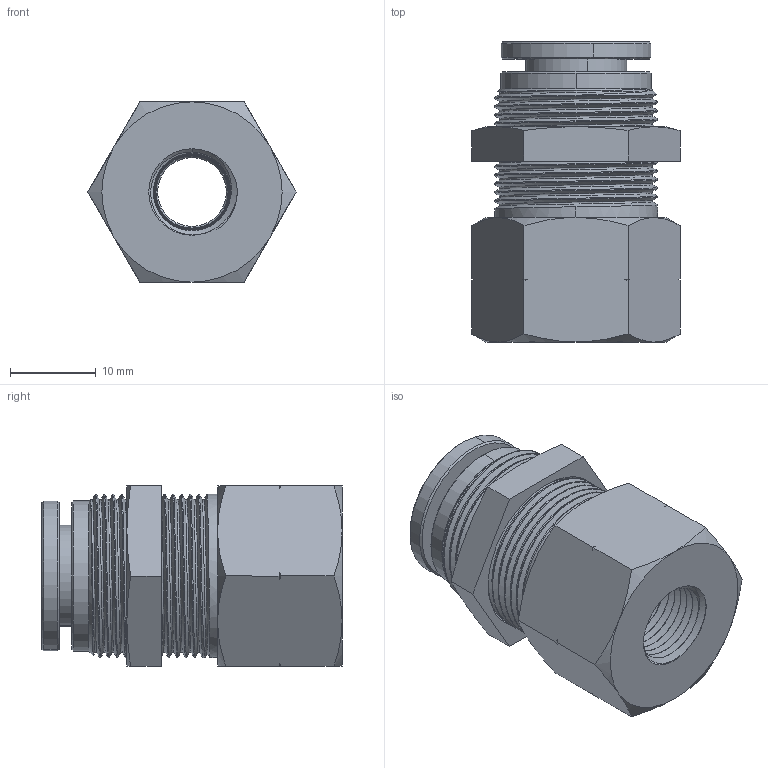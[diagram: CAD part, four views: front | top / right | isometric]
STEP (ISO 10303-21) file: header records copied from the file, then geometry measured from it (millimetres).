
FILE_DESCRIPTION (( 'STEP AP214' ), '1' );
FILE_NAME ('BCS3-8N1-8W.STEP', '2018-07-11T20:31:42', ( '' ), ( '' ), 'SwSTEP 2.0', 'SolidWorks 2016', '' );
FILE_SCHEMA (( 'AUTOMOTIVE_DESIGN' ));
Length unit declared in the file: millimetre
Products named in the file (1): BCS3-8N1-8W
Bounding box: 24.25 x 34.97 x 21 mm (x, y, z)
Volume: 8202.4 mm3; surface area: 8687.9 mm2
Topology: 7 solids, 7 shells, 487 faces, 1545 edges, 1078 vertices
Faces by surface type: cone 179, plane 150, cylinder 97, bspline 59, torus 2
Entity records: 32788 total; most frequent: CARTESIAN_POINT 15030, ORIENTED_EDGE 3090, DIRECTION 1950, EDGE_CURVE 1545, VERTEX_POINT 1078, B_SPLINE_CURVE_WITH_KNOTS 804, AXIS2_PLACEMENT_3D 795, EDGE_LOOP 507
